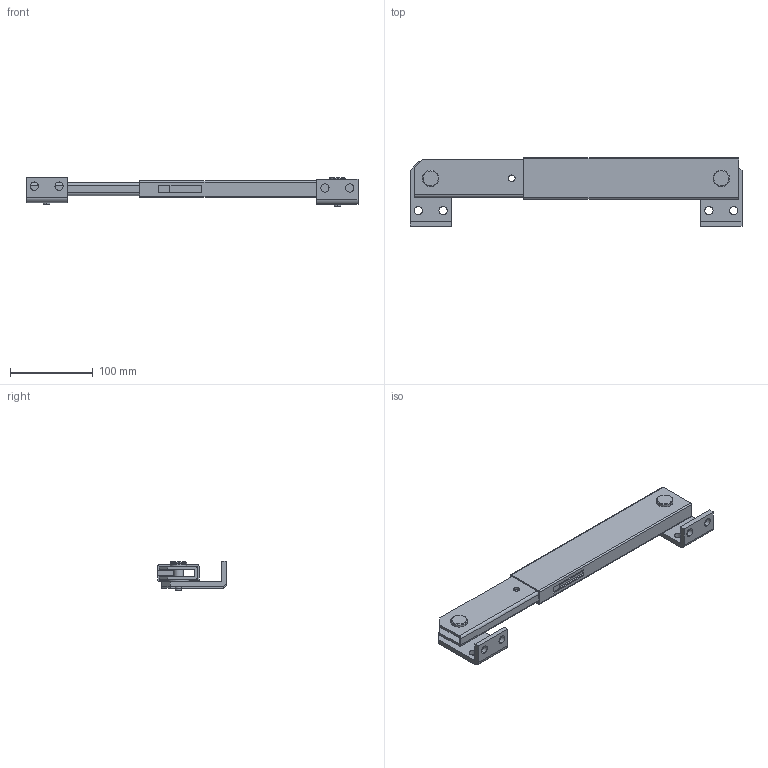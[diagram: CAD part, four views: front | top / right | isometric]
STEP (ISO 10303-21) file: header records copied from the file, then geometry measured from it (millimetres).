
FILE_DESCRIPTION (( 'STEP AP203' ), '1' );
FILE_NAME ('sone3D.STEP', '2013-07-16T02:20:35', ( '' ), ( '' ), 'SwSTEP 2.0', 'SolidWorks 2012', '' );
FILE_SCHEMA (( 'CONFIG_CONTROL_DESIGN' ));
Length unit declared in the file: millimetre
Products named in the file (8): B-580-0平ワッシャー_; B-580-0僺儞(僗僥乕懁乯_; B-580-0僺儞(傾乕儉懁)__B-580幉(B); B-580-0ストッパー_; sone3D; B-580-0アーム_; B-580-0取付ブラケット_; B-580-0ステー_
Assembly tree (9 placements, depth 2):
  sone3D
    B-580-0ステー_
    B-580-0アーム_
    B-580-0取付ブラケット_  x2
    B-580-0僺儞(傾乕儉懁)__B-580幉(B)
    B-580-0僺儞(僗僥乕懁乯_
    B-580-0平ワッシャー_  x2
    B-580-0ストッパー_
Bounding box: 401.5 x 83 x 35.2 mm (x, y, z)
Volume: 194513.2 mm3; surface area: 147578.9 mm2
Topology: 9 solids, 9 shells, 147 faces, 380 edges, 252 vertices
Faces by surface type: plane 75, cylinder 68, cone 4
Entity records: 4675 total; most frequent: DIRECTION 685, CARTESIAN_POINT 649, ORIENTED_EDGE 622, EDGE_CURVE 311, AXIS2_PLACEMENT_3D 242, VERTEX_POINT 206, VECTOR 201, LINE 201
